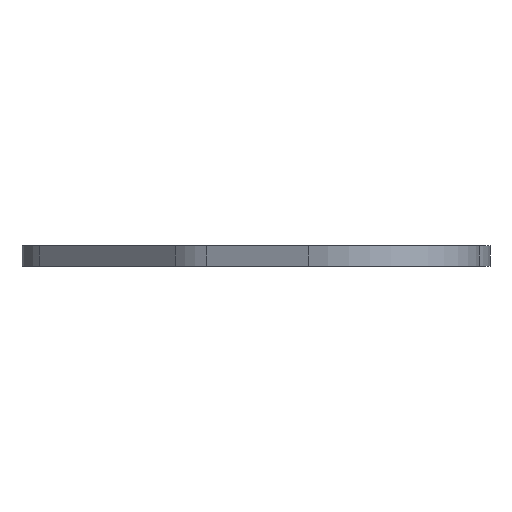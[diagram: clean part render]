
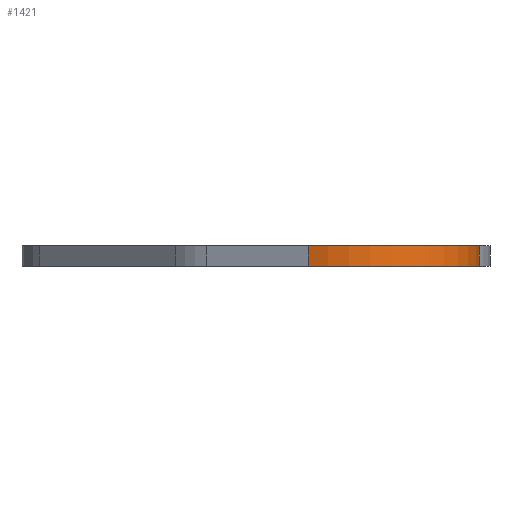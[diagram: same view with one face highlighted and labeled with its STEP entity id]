
A CAD part, left-side view. The second image highlights one B-rep face of the part: STEP entity #1421.
In plain terms, the highlighted cylindrical face has radius 38.1 mm (diameter 76.2 mm), a partial arc.
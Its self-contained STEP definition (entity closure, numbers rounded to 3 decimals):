
#363 = VECTOR ( 'NONE', #592, 1000. ) ;
#592 = DIRECTION ( 'NONE',  ( 0., 0., 1. ) ) ;
#711 = DIRECTION ( 'NONE',  ( 0., 0., 1. ) ) ;
#784 = VERTEX_POINT ( 'NONE', #3446 ) ;
#874 = CARTESIAN_POINT ( 'NONE',  ( -34.906, 15.27, 0. ) ) ;
#1360 = DIRECTION ( 'NONE',  ( 0., 0., -1. ) ) ;
#1421 = ADVANCED_FACE ( 'NONE', ( #3353 ), #2370, .T. ) ;
#1616 = CARTESIAN_POINT ( 'NONE',  ( 36.54, -10.79, 6.35 ) ) ;
#1624 = DIRECTION ( 'NONE',  ( 1., 0., 0. ) ) ;
#1843 = DIRECTION ( 'NONE',  ( 1., 0., 0. ) ) ;
#2194 = EDGE_CURVE ( 'NONE', #3707, #2554, #2892, .T. ) ;
#2324 = LINE ( 'NONE', #3042, #3465 ) ;
#2370 = CYLINDRICAL_SURFACE ( 'NONE', #4000, 38.1 ) ;
#2542 = AXIS2_PLACEMENT_3D ( 'NONE', #5481, #3070, #4979 ) ;
#2554 = VERTEX_POINT ( 'NONE', #3408 ) ;
#2814 = ORIENTED_EDGE ( 'NONE', *, *, #5490, .F. ) ;
#2892 = LINE ( 'NONE', #4459, #363 ) ;
#3042 = CARTESIAN_POINT ( 'NONE',  ( 36.54, -10.79, -418.84 ) ) ;
#3070 = DIRECTION ( 'NONE',  ( 0., 0., 1. ) ) ;
#3117 = ORIENTED_EDGE ( 'NONE', *, *, #5489, .T. ) ;
#3353 = FACE_OUTER_BOUND ( 'NONE', #4746, .T. ) ;
#3408 = CARTESIAN_POINT ( 'NONE',  ( -34.906, 15.27, 6.35 ) ) ;
#3446 = CARTESIAN_POINT ( 'NONE',  ( 36.54, -10.79, 0. ) ) ;
#3465 = VECTOR ( 'NONE', #5687, 1000. ) ;
#3480 = CIRCLE ( 'NONE', #2542, 38.1 ) ;
#3707 = VERTEX_POINT ( 'NONE', #874 ) ;
#4000 = AXIS2_PLACEMENT_3D ( 'NONE', #6024, #711, #1624 ) ;
#4328 = VERTEX_POINT ( 'NONE', #1616 ) ;
#4459 = CARTESIAN_POINT ( 'NONE',  ( -34.906, 15.27, -418.84 ) ) ;
#4730 = CARTESIAN_POINT ( 'NONE',  ( 0., 0., 0. ) ) ;
#4746 = EDGE_LOOP ( 'NONE', ( #2814, #3117, #5434, #5291 ) ) ;
#4783 = EDGE_CURVE ( 'NONE', #2554, #4328, #3480, .T. ) ;
#4979 = DIRECTION ( 'NONE',  ( 1., 0., 0. ) ) ;
#5291 = ORIENTED_EDGE ( 'NONE', *, *, #2194, .F. ) ;
#5434 = ORIENTED_EDGE ( 'NONE', *, *, #4783, .F. ) ;
#5481 = CARTESIAN_POINT ( 'NONE',  ( 0., 0., 6.35 ) ) ;
#5489 = EDGE_CURVE ( 'NONE', #784, #4328, #2324, .T. ) ;
#5490 = EDGE_CURVE ( 'NONE', #784, #3707, #5607, .T. ) ;
#5607 = CIRCLE ( 'NONE', #6084, 38.1 ) ;
#5687 = DIRECTION ( 'NONE',  ( 0., 0., 1. ) ) ;
#6024 = CARTESIAN_POINT ( 'NONE',  ( 0., 0., -418.84 ) ) ;
#6084 = AXIS2_PLACEMENT_3D ( 'NONE', #4730, #1360, #1843 ) ;
